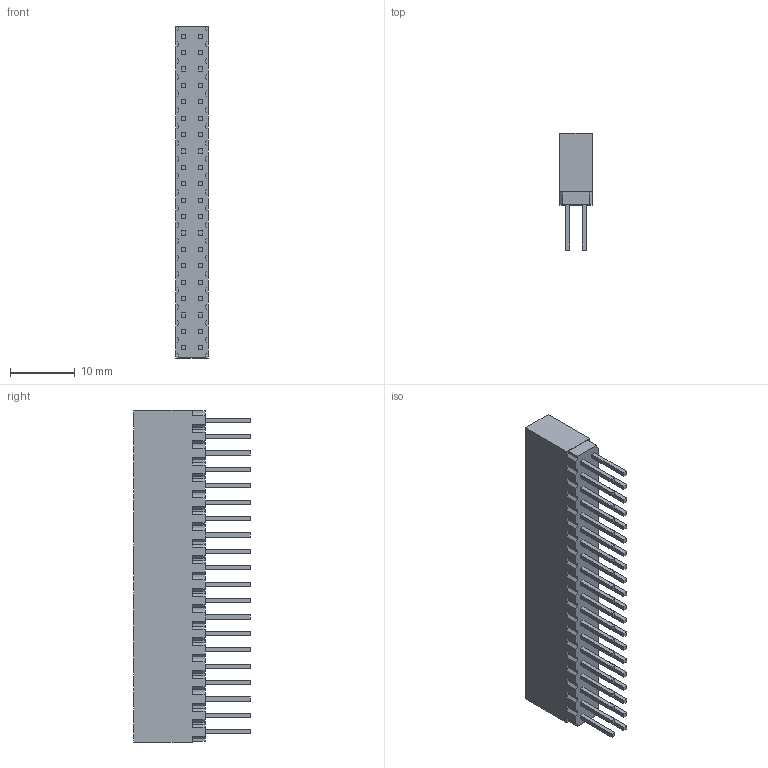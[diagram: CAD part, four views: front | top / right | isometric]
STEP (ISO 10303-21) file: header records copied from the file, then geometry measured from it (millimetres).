
FILE_DESCRIPTION(/* description */ (''),/* implementation_level */ '2;1');
FILE_NAME(/* name */ '7974eb80-d1f0-4cbf-af9b-950fb4f523f3.stp',/* time_stamp */ '2018-04-03T18:13:32+00:00',/* author */ (''),/* organization */ (''),/* preprocessor_version */ 'ST-DEVELOPER v17',/* originating_system */ 'Autodesk Translation Framework v7.1.0.215',/* authorisation */ '');
FILE_SCHEMA (('AUTOMOTIVE_DESIGN { 1 0 10303 214 3 1 1 }'));
Length unit declared in the file: millimetre
Products named in the file (1): 40 pin connector header.f3d
Bounding box: 5 x 18.05 x 51.4 mm (x, y, z)
Volume: 2699.6 mm3; surface area: 3269.5 mm2
Topology: 1 solids, 1 shells, 730 faces, 1784 edges, 1136 vertices
Faces by surface type: plane 730
Entity records: 21015 total; most frequent: CARTESIAN_POINT 3651, ORIENTED_EDGE 3568, DIRECTION 3246, LINE 1784, VECTOR 1784, EDGE_CURVE 1784, VERTEX_POINT 1136, EDGE_LOOP 810
